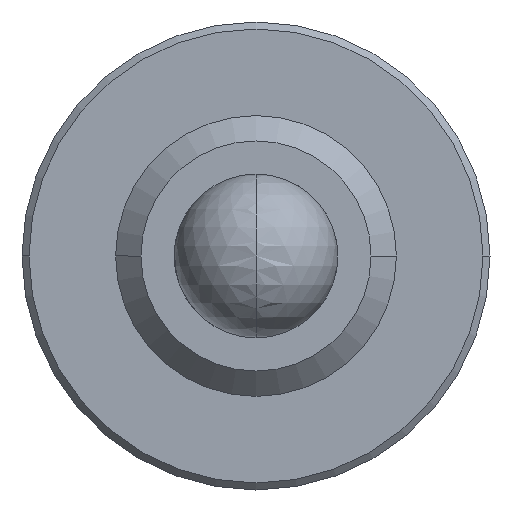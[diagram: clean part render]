
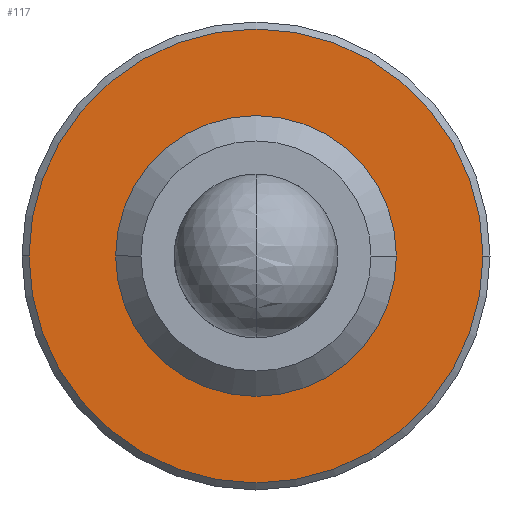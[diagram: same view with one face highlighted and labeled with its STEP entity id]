
A CAD part, front view. The second image highlights one B-rep face of the part: STEP entity #117.
In plain terms, the highlighted planar face has unit normal (0, -1, 0).
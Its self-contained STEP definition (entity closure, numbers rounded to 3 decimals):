
#117=ADVANCED_FACE('',(#230,#231),#232,.T.);
#230=FACE_OUTER_BOUND('',#337,.T.);
#231=FACE_BOUND('',#338,.T.);
#232=PLANE('',#339);
#337=EDGE_LOOP('',(#587,#588));
#338=EDGE_LOOP('',(#589,#590,#591));
#339=AXIS2_PLACEMENT_3D('',#592,#593,#594);
#587=ORIENTED_EDGE('',*,*,#647,.T.);
#588=ORIENTED_EDGE('',*,*,#636,.T.);
#589=ORIENTED_EDGE('',*,*,#626,.F.);
#590=ORIENTED_EDGE('',*,*,#625,.F.);
#591=ORIENTED_EDGE('',*,*,#652,.F.);
#592=CARTESIAN_POINT('',(2.5,11.0,0.0));
#593=DIRECTION('',(0.,-1.0,0.0));
#594=DIRECTION('',(1.0,0.,0.0));
#625=EDGE_CURVE('',#738,#741,#742,.T.);
#626=EDGE_CURVE('',#741,#743,#744,.T.);
#636=EDGE_CURVE('',#758,#756,#759,.T.);
#647=EDGE_CURVE('',#756,#758,#772,.T.);
#652=EDGE_CURVE('',#743,#738,#777,.T.);
#738=VERTEX_POINT('',#885);
#741=VERTEX_POINT('',#888);
#742=CIRCLE('',#889,2.759);
#743=VERTEX_POINT('',#890);
#744=CIRCLE('',#891,2.759);
#756=VERTEX_POINT('',#905);
#758=VERTEX_POINT('',#908);
#759=CIRCLE('',#909,4.85);
#772=CIRCLE('',#925,4.85);
#777=CIRCLE('',#930,2.759);
#885=CARTESIAN_POINT('',(0.,11.0,-2.759));
#888=CARTESIAN_POINT('',(2.759,11.0,0.0));
#889=AXIS2_PLACEMENT_3D('',#1045,#1046,#1047);
#890=CARTESIAN_POINT('',(0.,11.0,2.759));
#891=AXIS2_PLACEMENT_3D('',#1048,#1049,#1050);
#905=CARTESIAN_POINT('',(4.85,11.0,0.0));
#908=CARTESIAN_POINT('',(-4.85,11.0,0.));
#909=AXIS2_PLACEMENT_3D('',#1066,#1067,#1068);
#925=AXIS2_PLACEMENT_3D('',#1084,#1085,#1086);
#930=AXIS2_PLACEMENT_3D('',#1093,#1094,#1095);
#1045=CARTESIAN_POINT('',(0.,11.0,0.0));
#1046=DIRECTION('',(0.,-1.0,0.0));
#1047=DIRECTION('',(1.0,0.,0.0));
#1048=CARTESIAN_POINT('',(0.,11.0,0.0));
#1049=DIRECTION('',(0.,-1.0,0.0));
#1050=DIRECTION('',(1.0,0.,0.0));
#1066=CARTESIAN_POINT('',(0.,11.0,0.0));
#1067=DIRECTION('',(0.,-1.0,0.0));
#1068=DIRECTION('',(1.0,0.,0.0));
#1084=CARTESIAN_POINT('',(0.,11.0,0.0));
#1085=DIRECTION('',(0.,-1.0,0.0));
#1086=DIRECTION('',(1.0,0.,0.0));
#1093=CARTESIAN_POINT('',(0.,11.0,0.0));
#1094=DIRECTION('',(0.,-1.0,0.0));
#1095=DIRECTION('',(1.0,0.,0.0));
